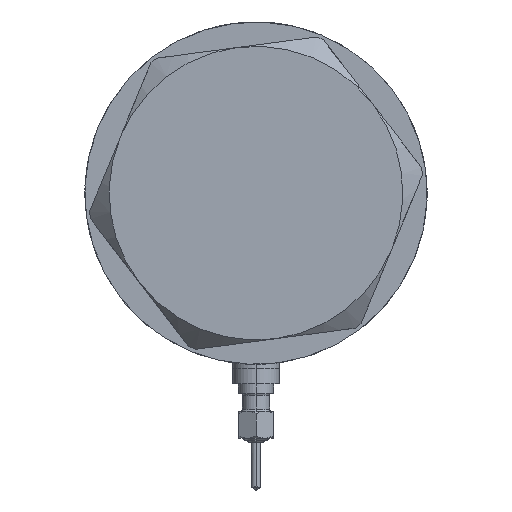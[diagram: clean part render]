
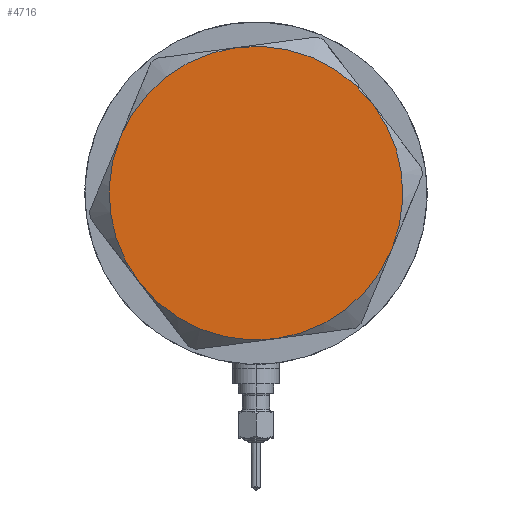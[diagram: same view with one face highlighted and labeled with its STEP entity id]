
A CAD part, left-side view. The second image highlights one B-rep face of the part: STEP entity #4716.
In plain terms, the highlighted face is planar.
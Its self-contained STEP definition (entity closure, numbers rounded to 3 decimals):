
#84 = CARTESIAN_POINT ( 'NONE',  ( 0., 0., 13. ) ) ;
#203 = AXIS2_PLACEMENT_3D ( 'NONE', #5863, #1324, #5362 ) ;
#338 = CARTESIAN_POINT ( 'NONE',  ( -18.875, 32.692, 13. ) ) ;
#490 = VERTEX_POINT ( 'NONE', #338 ) ;
#501 = CARTESIAN_POINT ( 'NONE',  ( 0., 0., 13. ) ) ;
#535 = CIRCLE ( 'NONE', #1480, 37.75 ) ;
#708 = EDGE_CURVE ( 'NONE', #6002, #1112, #1556, .T. ) ;
#878 = EDGE_CURVE ( 'NONE', #1112, #1457, #1463, .T. ) ;
#908 = DIRECTION ( 'NONE',  ( 1., 0., 0. ) ) ;
#928 = PLANE ( 'NONE',  #1076 ) ;
#960 = DIRECTION ( 'NONE',  ( 0., 0., 1. ) ) ;
#1029 = DIRECTION ( 'NONE',  ( 0., 0., 1. ) ) ;
#1058 = ORIENTED_EDGE ( 'NONE', *, *, #878, .T. ) ;
#1069 = CIRCLE ( 'NONE', #6473, 37.75 ) ;
#1076 = AXIS2_PLACEMENT_3D ( 'NONE', #5937, #960, #5465 ) ;
#1112 = VERTEX_POINT ( 'NONE', #6111 ) ;
#1172 = AXIS2_PLACEMENT_3D ( 'NONE', #84, #2063, #2598 ) ;
#1187 = DIRECTION ( 'NONE',  ( 0., 0., 1. ) ) ;
#1281 = EDGE_CURVE ( 'NONE', #1457, #5609, #1363, .T. ) ;
#1324 = DIRECTION ( 'NONE',  ( 0., 0., 1. ) ) ;
#1363 = CIRCLE ( 'NONE', #2207, 37.75 ) ;
#1457 = VERTEX_POINT ( 'NONE', #2340 ) ;
#1463 = CIRCLE ( 'NONE', #203, 37.75 ) ;
#1480 = AXIS2_PLACEMENT_3D ( 'NONE', #501, #1029, #908 ) ;
#1523 = EDGE_LOOP ( 'NONE', ( #5867, #5157, #3110, #2226, #2366, #1058 ) ) ;
#1526 = CARTESIAN_POINT ( 'NONE',  ( 0., 0., 13. ) ) ;
#1556 = CIRCLE ( 'NONE', #6227, 37.75 ) ;
#2063 = DIRECTION ( 'NONE',  ( 0., 0., 1. ) ) ;
#2207 = AXIS2_PLACEMENT_3D ( 'NONE', #4330, #5814, #3771 ) ;
#2226 = ORIENTED_EDGE ( 'NONE', *, *, #4282, .T. ) ;
#2340 = CARTESIAN_POINT ( 'NONE',  ( 18.875, -32.692, 13. ) ) ;
#2366 = ORIENTED_EDGE ( 'NONE', *, *, #708, .T. ) ;
#2598 = DIRECTION ( 'NONE',  ( 1., 0., 0. ) ) ;
#3019 = EDGE_CURVE ( 'NONE', #5609, #3991, #535, .T. ) ;
#3110 = ORIENTED_EDGE ( 'NONE', *, *, #5132, .T. ) ;
#3218 = DIRECTION ( 'NONE',  ( 1., 0., 0. ) ) ;
#3451 = FACE_OUTER_BOUND ( 'NONE', #1523, .T. ) ;
#3771 = DIRECTION ( 'NONE',  ( 1., 0., 0. ) ) ;
#3991 = VERTEX_POINT ( 'NONE', #5773 ) ;
#4282 = EDGE_CURVE ( 'NONE', #490, #6002, #1069, .T. ) ;
#4330 = CARTESIAN_POINT ( 'NONE',  ( 0., 0., 13. ) ) ;
#4716 = ADVANCED_FACE ( 'NONE', ( #3451 ), #928, .T. ) ;
#4954 = CARTESIAN_POINT ( 'NONE',  ( 37.75, 0., 13. ) ) ;
#5132 = EDGE_CURVE ( 'NONE', #3991, #490, #5508, .T. ) ;
#5157 = ORIENTED_EDGE ( 'NONE', *, *, #3019, .T. ) ;
#5362 = DIRECTION ( 'NONE',  ( 1., 0., 0. ) ) ;
#5465 = DIRECTION ( 'NONE',  ( 1., 0., 0. ) ) ;
#5508 = CIRCLE ( 'NONE', #1172, 37.75 ) ;
#5609 = VERTEX_POINT ( 'NONE', #4954 ) ;
#5726 = CARTESIAN_POINT ( 'NONE',  ( 0., 0., 13. ) ) ;
#5773 = CARTESIAN_POINT ( 'NONE',  ( 18.875, 32.692, 13. ) ) ;
#5814 = DIRECTION ( 'NONE',  ( 0., 0., 1. ) ) ;
#5863 = CARTESIAN_POINT ( 'NONE',  ( 0., 0., 13. ) ) ;
#5867 = ORIENTED_EDGE ( 'NONE', *, *, #1281, .T. ) ;
#5937 = CARTESIAN_POINT ( 'NONE',  ( 0., 0., 13. ) ) ;
#6002 = VERTEX_POINT ( 'NONE', #6394 ) ;
#6005 = DIRECTION ( 'NONE',  ( 1., 0., 0. ) ) ;
#6037 = DIRECTION ( 'NONE',  ( 0., 0., 1. ) ) ;
#6111 = CARTESIAN_POINT ( 'NONE',  ( -18.875, -32.692, 13. ) ) ;
#6227 = AXIS2_PLACEMENT_3D ( 'NONE', #5726, #1187, #3218 ) ;
#6394 = CARTESIAN_POINT ( 'NONE',  ( -37.75, 0., 13. ) ) ;
#6473 = AXIS2_PLACEMENT_3D ( 'NONE', #1526, #6037, #6005 ) ;
